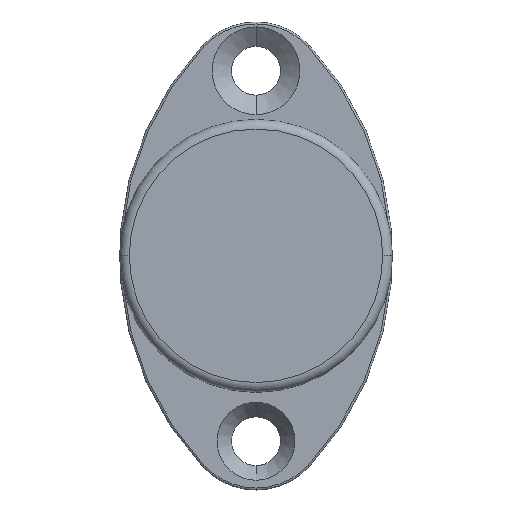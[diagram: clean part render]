
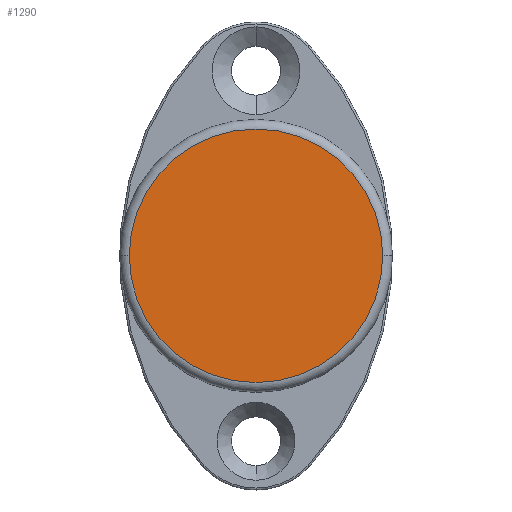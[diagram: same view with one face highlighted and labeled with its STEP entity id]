
A CAD part, top view. The second image highlights one B-rep face of the part: STEP entity #1290.
In plain terms, the highlighted planar face has unit normal (0, 0, 1).
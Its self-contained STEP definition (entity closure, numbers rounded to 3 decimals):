
#1185=CARTESIAN_POINT('',(0.,0.,12.25));
#1186=DIRECTION('',(0.,0.,-1.));
#1187=DIRECTION('',(-1.,0.,0.));
#1188=AXIS2_PLACEMENT_3D('',#1185,#1186,#1187);
#1193=CARTESIAN_POINT('',(0.,0.,12.25));
#1194=DIRECTION('',(0.,0.,-1.));
#1195=DIRECTION('',(1.,0.,0.));
#1196=AXIS2_PLACEMENT_3D('',#1193,#1194,#1195);
#1209=CARTESIAN_POINT('',(-13.,0.,12.25));
#1210=VERTEX_POINT('',#1209);
#1211=CARTESIAN_POINT('',(13.,0.,12.25));
#1212=VERTEX_POINT('',#1211);
#1281=CARTESIAN_POINT('',(0.,0.,12.25));
#1282=DIRECTION('',(0.,0.,1.));
#1283=DIRECTION('',(1.,0.,0.));
#1284=AXIS2_PLACEMENT_3D('',#1281,#1282,#1283);
#1285=PLANE('',#1284);
#1286=ORIENTED_EDGE('',*,*,#1274,.T.);
#1287=ORIENTED_EDGE('',*,*,#1260,.T.);
#1288=EDGE_LOOP('',(#1286,#1287));
#1289=FACE_OUTER_BOUND('',#1288,.F.);
#1290=ADVANCED_FACE('',(#1289),#1285,.T.);
#1189=CIRCLE('',#1188,13.);
#1197=CIRCLE('',#1196,13.);
#1260=EDGE_CURVE('',#1212,#1210,#1197,.T.);
#1274=EDGE_CURVE('',#1210,#1212,#1189,.T.);
